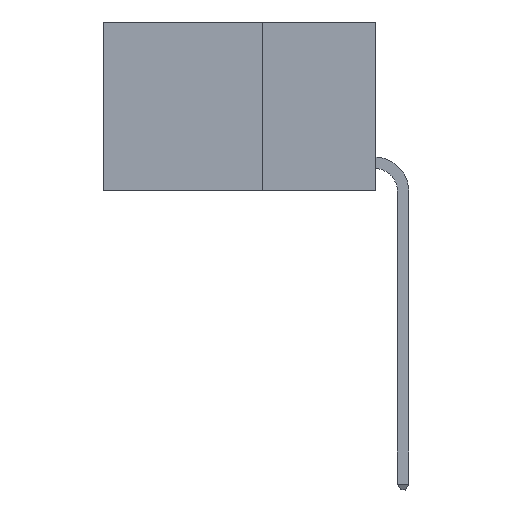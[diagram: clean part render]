
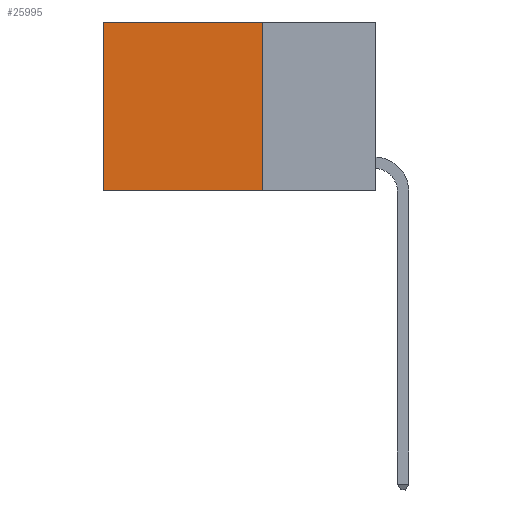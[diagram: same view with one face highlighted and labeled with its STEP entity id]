
A CAD part, left-side view. The second image highlights one B-rep face of the part: STEP entity #25995.
In plain terms, the highlighted planar face has unit normal (-1, 0, 0).
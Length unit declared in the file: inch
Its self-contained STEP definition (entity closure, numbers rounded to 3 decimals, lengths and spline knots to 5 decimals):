
#464 = CARTESIAN_POINT ( 'NONE',  ( 0.2625, 0.6, -0.37 ) ) ;
#913 = DIRECTION ( 'NONE',  ( 0., 0., -1. ) ) ;
#1580 = CARTESIAN_POINT ( 'NONE',  ( 0.2625, 0.25, 0. ) ) ;
#2138 = PLANE ( 'NONE',  #7002 ) ;
#2276 = DIRECTION ( 'NONE',  ( 0., 1., 0. ) ) ;
#2290 = EDGE_CURVE ( 'NONE', #5858, #23546, #11619, .T. ) ;
#3927 = DIRECTION ( 'NONE',  ( 0., 1., 0. ) ) ;
#4324 = ORIENTED_EDGE ( 'NONE', *, *, #11890, .F. ) ;
#4452 = VERTEX_POINT ( 'NONE', #27668 ) ;
#5574 = ORIENTED_EDGE ( 'NONE', *, *, #18780, .T. ) ;
#5858 = VERTEX_POINT ( 'NONE', #20897 ) ;
#6801 = DIRECTION ( 'NONE',  ( 0., 0., -1. ) ) ;
#7002 = AXIS2_PLACEMENT_3D ( 'NONE', #26489, #20146, #6801 ) ;
#9274 = EDGE_CURVE ( 'NONE', #9832, #4452, #16620, .T. ) ;
#9465 = ORIENTED_EDGE ( 'NONE', *, *, #2290, .T. ) ;
#9832 = VERTEX_POINT ( 'NONE', #22877 ) ;
#11345 = CARTESIAN_POINT ( 'NONE',  ( 0.2625, 0.25, -0.37 ) ) ;
#11619 = LINE ( 'NONE', #24970, #21987 ) ;
#11890 = EDGE_CURVE ( 'NONE', #4452, #23546, #28622, .T. ) ;
#14083 = DIRECTION ( 'NONE',  ( 0., 0., -1. ) ) ;
#14522 = CARTESIAN_POINT ( 'NONE',  ( 0.2625, 0.25, 0. ) ) ;
#16620 = LINE ( 'NONE', #14522, #27423 ) ;
#16972 = LINE ( 'NONE', #1580, #22101 ) ;
#18780 = EDGE_CURVE ( 'NONE', #9832, #5858, #16972, .T. ) ;
#19867 = ORIENTED_EDGE ( 'NONE', *, *, #9274, .F. ) ;
#20146 = DIRECTION ( 'NONE',  ( 1., 0., 0. ) ) ;
#20897 = CARTESIAN_POINT ( 'NONE',  ( 0.2625, 0.6, 0. ) ) ;
#21987 = VECTOR ( 'NONE', #14083, 39.37008 ) ;
#22101 = VECTOR ( 'NONE', #3927, 39.37008 ) ;
#22877 = CARTESIAN_POINT ( 'NONE',  ( 0.2625, 0.25, 0. ) ) ;
#22983 = VECTOR ( 'NONE', #2276, 39.37008 ) ;
#23546 = VERTEX_POINT ( 'NONE', #464 ) ;
#24630 = EDGE_LOOP ( 'NONE', ( #9465, #4324, #19867, #5574 ) ) ;
#24970 = CARTESIAN_POINT ( 'NONE',  ( 0.2625, 0.6, 0. ) ) ;
#25330 = FACE_OUTER_BOUND ( 'NONE', #24630, .T. ) ;
#25995 = ADVANCED_FACE ( 'NONE', ( #25330 ), #2138, .F. ) ;
#26489 = CARTESIAN_POINT ( 'NONE',  ( 0.2625, 0.25, 0. ) ) ;
#27423 = VECTOR ( 'NONE', #913, 39.37008 ) ;
#27668 = CARTESIAN_POINT ( 'NONE',  ( 0.2625, 0.25, -0.37 ) ) ;
#28622 = LINE ( 'NONE', #11345, #22983 ) ;
